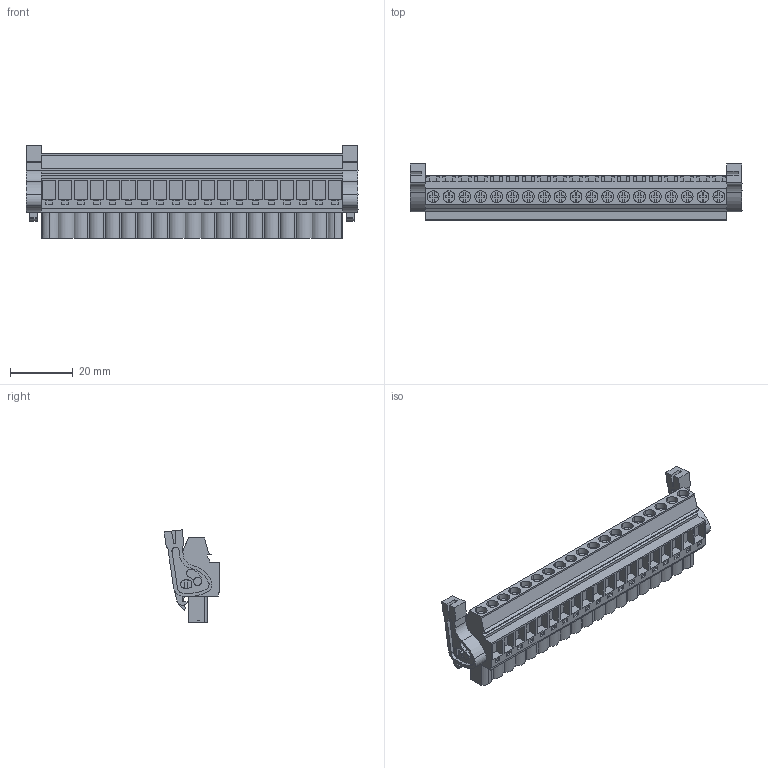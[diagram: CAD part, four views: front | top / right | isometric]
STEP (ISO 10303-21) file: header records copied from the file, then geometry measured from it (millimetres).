
FILE_DESCRIPTION(('CATIA V5 STEP','CAx-IF Rec.Pracs.--- Model Styling and Organization---1.2---2011-12-15'),'2;1');
FILE_NAME ('D1460108_0_1947700000_1947700000.stp','2017-09-09T10:43:58+00:00',('none'),('Weidmueller'),'CATIA Version 5-6 Release 2014','CATIA V5 STEP AP214','none');
FILE_SCHEMA(('AUTOMOTIVE_DESIGN { 1 0 10303 214 1 1 1 1 }'));
Length unit declared in the file: millimetre
Products named in the file (1): 1947700000
Bounding box: 106.22 x 17.88 x 29.56 mm (x, y, z)
Volume: 23082.6 mm3; surface area: 14496.3 mm2
Topology: 22 solids, 22 shells, 1370 faces, 3835 edges, 2596 vertices
Faces by surface type: plane 1125, cylinder 241, extrusion 4
Entity records: 41341 total; most frequent: CARTESIAN_POINT 7934, ORIENTED_EDGE 7670, DIRECTION 5529, EDGE_CURVE 3835, VECTOR 3253, LINE 3249, VERTEX_POINT 2596, EDGE_LOOP 1467
